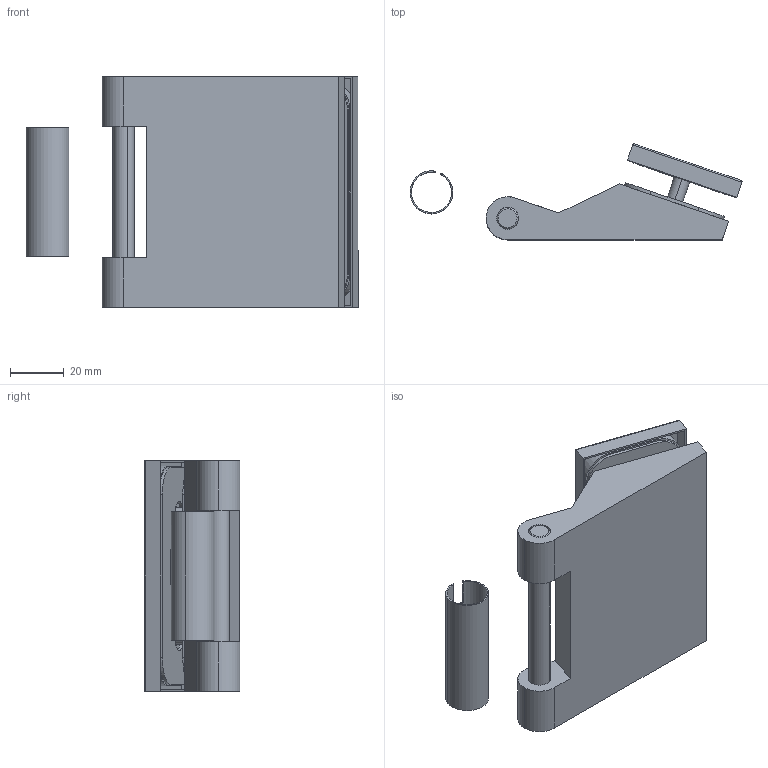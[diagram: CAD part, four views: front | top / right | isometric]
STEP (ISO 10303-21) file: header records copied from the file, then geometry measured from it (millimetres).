
FILE_DESCRIPTION (( 'STEP AP214' ), '1' );
FILE_NAME ('pGS-304_D-810_S.STEP', '2022-01-17T09:36:12', ( '' ), ( '' ), 'SwSTEP 2.0', 'SolidWorks 2019', '' );
FILE_SCHEMA (( 'AUTOMOTIVE_DESIGN' ));
Length unit declared in the file: millimetre
Products named in the file (9): gs-304_d-811_s.P2; pGS-304_D-810_S; gs-304_d-810_s; Skrutka DIN 7991(Skrutka M 6x 25); gs-304_d-811_s.P5; gs-304_d-811_s.P3; gs-304_d-810_s.P6; gs-304_d-811_s.P4; Skrutka DIN 914(SKRUTKA M 4X 5)
Assembly tree (10 placements, depth 2):
  pGS-304_D-810_S
    gs-304_d-810_s
    gs-304_d-811_s.P2  x2
    gs-304_d-811_s.P3
    Skrutka DIN 914(SKRUTKA M 4X 5)
    gs-304_d-811_s.P5
    Skrutka DIN 7991(Skrutka M 6x 25)  x2
    gs-304_d-810_s.P6
    gs-304_d-811_s.P4
Bounding box: 123.75 x 35.71 x 86 mm (x, y, z)
Volume: 125184.5 mm3; surface area: 58415.5 mm2
Topology: 10 solids, 10 shells, 184 faces, 435 edges, 272 vertices
Faces by surface type: plane 78, cylinder 72, cone 30, torus 4
Entity records: 4993 total; most frequent: CARTESIAN_POINT 995, DIRECTION 791, ORIENTED_EDGE 718, EDGE_CURVE 359, AXIS2_PLACEMENT_3D 286, VERTEX_POINT 226, LINE 219, VECTOR 219
